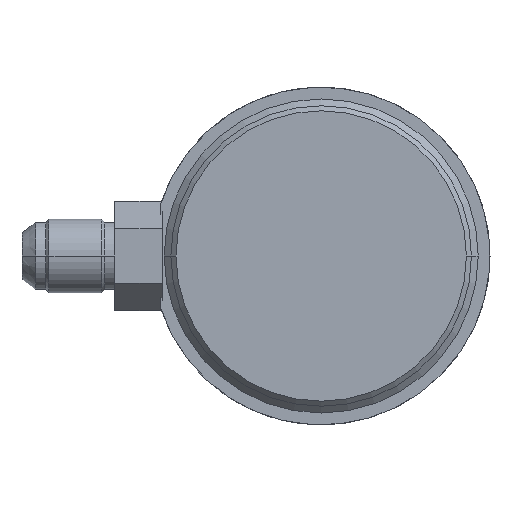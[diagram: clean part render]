
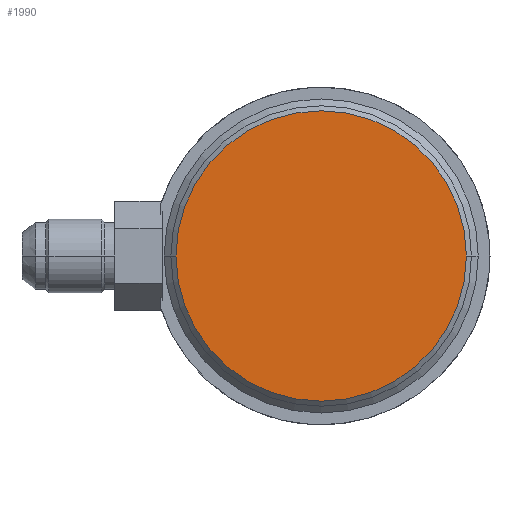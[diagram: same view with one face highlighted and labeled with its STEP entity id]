
A CAD part, left-side view. The second image highlights one B-rep face of the part: STEP entity #1990.
In plain terms, the highlighted planar face has unit normal (-1, 0, 0).
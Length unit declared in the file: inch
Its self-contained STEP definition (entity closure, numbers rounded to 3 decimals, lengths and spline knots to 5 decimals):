
#507=CARTESIAN_POINT('',(-3.5,0.,0.));
#508=DIRECTION('',(-1.,0.,0.));
#509=DIRECTION('',(0.,1.,0.));
#510=AXIS2_PLACEMENT_3D('',#507,#508,#509);
#537=CARTESIAN_POINT('',(-3.5,0.,0.));
#538=DIRECTION('',(1.,0.,0.));
#539=DIRECTION('',(0.,1.,0.));
#540=AXIS2_PLACEMENT_3D('',#537,#538,#539);
#1485=CARTESIAN_POINT('',(-3.5,0.86,0.));
#1486=CARTESIAN_POINT('',(-3.5,-0.86,0.));
#1487=VERTEX_POINT('',#1485);
#1488=VERTEX_POINT('',#1486);
#1980=CARTESIAN_POINT('',(-3.5,0.,0.));
#1981=DIRECTION('',(1.,0.,0.));
#1982=DIRECTION('',(0.,0.,-1.));
#1983=AXIS2_PLACEMENT_3D('',#1980,#1981,#1982);
#1984=PLANE('',#1983);
#1985=ORIENTED_EDGE('',*,*,#1970,.F.);
#1987=ORIENTED_EDGE('',*,*,#1986,.T.);
#1988=EDGE_LOOP('',(#1985,#1987));
#1989=FACE_OUTER_BOUND('',#1988,.F.);
#1990=ADVANCED_FACE('',(#1989),#1984,.F.);
#511=CIRCLE('',#510,0.86);
#541=CIRCLE('',#540,0.86);
#1970=EDGE_CURVE('',#1487,#1488,#511,.T.);
#1986=EDGE_CURVE('',#1487,#1488,#541,.T.);
